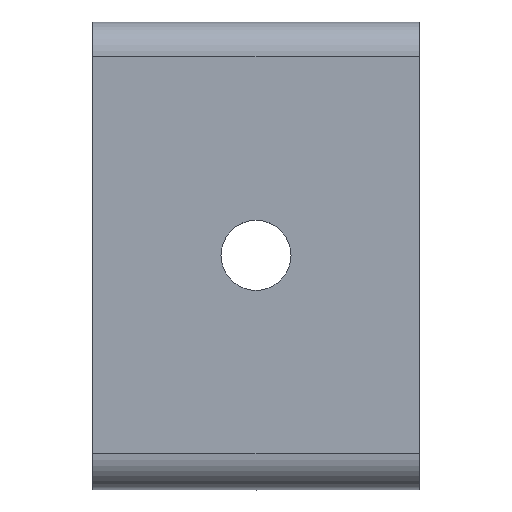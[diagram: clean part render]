
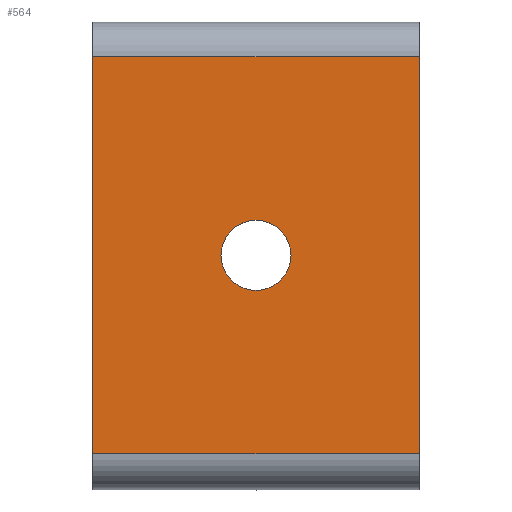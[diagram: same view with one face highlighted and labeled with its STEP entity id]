
A CAD part, top view. The second image highlights one B-rep face of the part: STEP entity #564.
In plain terms, the highlighted planar face has unit normal (0, 0, 1).
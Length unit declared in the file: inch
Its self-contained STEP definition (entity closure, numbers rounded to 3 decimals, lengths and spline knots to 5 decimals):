
#80=DIRECTION('',(0.,1.,0.));
#81=VECTOR('',#80,34.);
#82=CARTESIAN_POINT('',(14.,3.,0.));
#83=LINE('',#82,#81);
#187=DIRECTION('',(1.,0.,0.));
#188=VECTOR('',#187,28.);
#189=CARTESIAN_POINT('',(-14.,37.,0.));
#190=LINE('',#189,#188);
#191=DIRECTION('',(-1.,0.,0.));
#192=VECTOR('',#191,28.);
#193=CARTESIAN_POINT('',(14.,3.,0.));
#194=LINE('',#193,#192);
#195=DIRECTION('',(0.,1.,0.));
#196=VECTOR('',#195,34.);
#197=CARTESIAN_POINT('',(-14.,3.,0.));
#198=LINE('',#197,#196);
#199=CARTESIAN_POINT('',(0.,20.,0.));
#200=DIRECTION('',(0.,0.,-1.));
#201=DIRECTION('',(0.,1.,0.));
#202=AXIS2_PLACEMENT_3D('',#199,#200,#201);
#204=CARTESIAN_POINT('',(0.,20.,0.));
#205=DIRECTION('',(0.,0.,-1.));
#206=DIRECTION('',(0.,-1.,0.));
#207=AXIS2_PLACEMENT_3D('',#204,#205,#206);
#238=CARTESIAN_POINT('',(14.,37.,0.));
#240=VERTEX_POINT('',#238);
#241=CARTESIAN_POINT('',(-14.,37.,0.));
#242=VERTEX_POINT('',#241);
#246=CARTESIAN_POINT('',(-14.,3.,0.));
#248=VERTEX_POINT('',#246);
#249=CARTESIAN_POINT('',(14.,3.,0.));
#250=VERTEX_POINT('',#249);
#269=CARTESIAN_POINT('',(0.,23.,0.));
#270=CARTESIAN_POINT('',(0.,17.,0.));
#271=VERTEX_POINT('',#269);
#272=VERTEX_POINT('',#270);
#548=CARTESIAN_POINT('',(-14.,0.,0.));
#549=DIRECTION('',(0.,0.,1.));
#550=DIRECTION('',(1.,0.,0.));
#551=AXIS2_PLACEMENT_3D('',#548,#549,#550);
#552=PLANE('',#551);
#553=ORIENTED_EDGE('',*,*,#347,.T.);
#554=ORIENTED_EDGE('',*,*,#375,.F.);
#555=ORIENTED_EDGE('',*,*,#306,.T.);
#556=ORIENTED_EDGE('',*,*,#321,.T.);
#557=EDGE_LOOP('',(#553,#554,#555,#556));
#558=FACE_OUTER_BOUND('',#557,.F.);
#559=ORIENTED_EDGE('',*,*,#538,.F.);
#561=ORIENTED_EDGE('',*,*,#560,.F.);
#562=EDGE_LOOP('',(#559,#561));
#563=FACE_BOUND('',#562,.F.);
#203=CIRCLE('',#202,3.);
#208=CIRCLE('',#207,3.);
#306=EDGE_CURVE('',#250,#248,#194,.T.);
#321=EDGE_CURVE('',#248,#242,#198,.T.);
#347=EDGE_CURVE('',#242,#240,#190,.T.);
#375=EDGE_CURVE('',#250,#240,#83,.T.);
#538=EDGE_CURVE('',#271,#272,#203,.T.);
#560=EDGE_CURVE('',#272,#271,#208,.T.);
#564=ADVANCED_FACE('',(#558,#563),#552,.T.);
